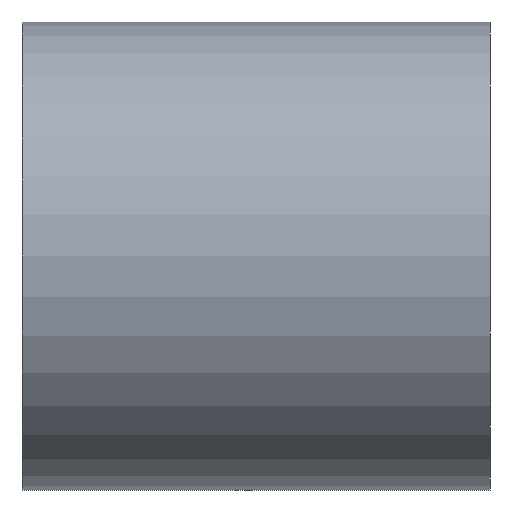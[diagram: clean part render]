
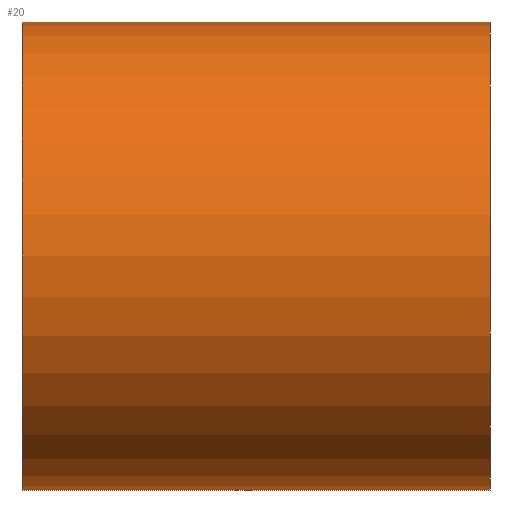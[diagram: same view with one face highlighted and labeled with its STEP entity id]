
A CAD part, left-side view. The second image highlights one B-rep face of the part: STEP entity #20.
In plain terms, the highlighted cylindrical face has radius 1.191 mm (diameter 2.381 mm), a partial arc.
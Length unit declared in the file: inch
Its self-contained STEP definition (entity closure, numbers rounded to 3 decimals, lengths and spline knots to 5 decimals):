
#8 = CIRCLE ( 'NONE', #139, 0.04688 ) ;
#12 = CIRCLE ( 'NONE', #146, 0.04688 ) ;
#13 = EDGE_CURVE ( 'NONE', #46, #45, #12, .T. ) ;
#14 = EDGE_CURVE ( 'NONE', #46, #44, #74, .T. ) ;
#15 = EDGE_CURVE ( 'NONE', #44, #43, #8, .T. ) ;
#18 = EDGE_CURVE ( 'NONE', #45, #43, #86, .T. ) ;
#20 = ADVANCED_FACE ( 'NONE', ( #138 ), #29, .T. ) ;
#29 = CYLINDRICAL_SURFACE ( 'NONE', #35, 0.04688 ) ;
#35 = AXIS2_PLACEMENT_3D ( 'NONE', #91, #92, #93 ) ;
#39 = EDGE_LOOP ( 'NONE', ( #47, #59, #55, #60 ) ) ;
#43 = VERTEX_POINT ( 'NONE', #98 ) ;
#44 = VERTEX_POINT ( 'NONE', #99 ) ;
#45 = VERTEX_POINT ( 'NONE', #100 ) ;
#46 = VERTEX_POINT ( 'NONE', #101 ) ;
#47 = ORIENTED_EDGE ( 'NONE', *, *, #18, .F. ) ;
#55 = ORIENTED_EDGE ( 'NONE', *, *, #14, .T. ) ;
#59 = ORIENTED_EDGE ( 'NONE', *, *, #13, .F. ) ;
#60 = ORIENTED_EDGE ( 'NONE', *, *, #15, .T. ) ;
#66 = CARTESIAN_POINT ( 'NONE',  ( 0., 0.09375, 0. ) ) ;
#67 = DIRECTION ( 'NONE',  ( 0., 1., 0. ) ) ;
#68 = DIRECTION ( 'NONE',  ( 0., 0., 1. ) ) ;
#69 = CARTESIAN_POINT ( 'NONE',  ( 0., 0., 0. ) ) ;
#74 = LINE ( 'NONE', #75, #137 ) ;
#75 = CARTESIAN_POINT ( 'NONE',  ( 0., 0.09375, -0.04688 ) ) ;
#76 = DIRECTION ( 'NONE',  ( 0., -1., 0. ) ) ;
#77 = DIRECTION ( 'NONE',  ( 0., 1., 0. ) ) ;
#78 = DIRECTION ( 'NONE',  ( 0., 0., 1. ) ) ;
#86 = LINE ( 'NONE', #87, #142 ) ;
#87 = CARTESIAN_POINT ( 'NONE',  ( 0., 0.09375, 0.04688 ) ) ;
#88 = DIRECTION ( 'NONE',  ( 0., -1., 0. ) ) ;
#91 = CARTESIAN_POINT ( 'NONE',  ( 0., 0.09375, 0. ) ) ;
#92 = DIRECTION ( 'NONE',  ( 0., -1., 0. ) ) ;
#93 = DIRECTION ( 'NONE',  ( 0., 0., -1. ) ) ;
#98 = CARTESIAN_POINT ( 'NONE',  ( 0., 0., 0.04688 ) ) ;
#99 = CARTESIAN_POINT ( 'NONE',  ( 0., 0., -0.04688 ) ) ;
#100 = CARTESIAN_POINT ( 'NONE',  ( 0., 0.09375, 0.04688 ) ) ;
#101 = CARTESIAN_POINT ( 'NONE',  ( 0., 0.09375, -0.04688 ) ) ;
#137 = VECTOR ( 'NONE', #76, 39.37008 ) ;
#138 = FACE_OUTER_BOUND ( 'NONE', #39, .T. ) ;
#139 = AXIS2_PLACEMENT_3D ( 'NONE', #69, #77, #78 ) ;
#142 = VECTOR ( 'NONE', #88, 39.37008 ) ;
#146 = AXIS2_PLACEMENT_3D ( 'NONE', #66, #67, #68 ) ;
